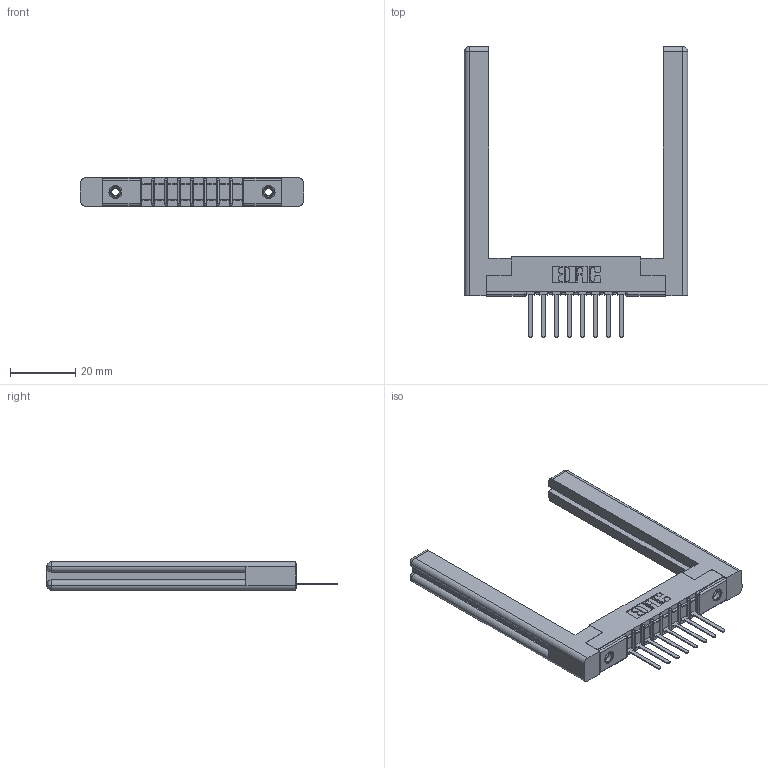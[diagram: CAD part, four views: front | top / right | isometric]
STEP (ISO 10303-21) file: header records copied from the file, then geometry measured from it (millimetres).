
FILE_DESCRIPTION (( 'STEP AP203' ), '1' );
FILE_NAME ('357-008-441-158.STEP', '2020-09-30T04:11:51', ( '' ), ( '' ), 'SwSTEP 2.0', 'SolidWorks 2020', '' );
FILE_SCHEMA (( 'CONFIG_CONTROL_DESIGN' ));
Length unit declared in the file: inch
Products named in the file (5): 307-290-002_541; 307 Part_.156 Dia Mounting Holes; 345-250-001_345-250-001-102; 357-008-441-158; 307-220-058
Assembly tree (13 placements, depth 2):
  357-008-441-158
    307 Part_.156 Dia Mounting Holes
    307-290-002_541  x8
    307-220-058  x2
    345-250-001_345-250-001-102  x2
Bounding box: 68.33 x 88.9 x 8.71 mm (x, y, z)
Volume: 12204.3 mm3; surface area: 12614.3 mm2
Topology: 13 solids, 13 shells, 861 faces, 2533 edges, 1650 vertices
Faces by surface type: plane 514, cylinder 305, sphere 18, torus 12, cone 12
Entity records: 14401 total; most frequent: CARTESIAN_POINT 2431, ORIENTED_EDGE 2360, DIRECTION 2338, EDGE_CURVE 1180, LINE 884, VECTOR 884, VERTEX_POINT 766, AXIS2_PLACEMENT_3D 727
